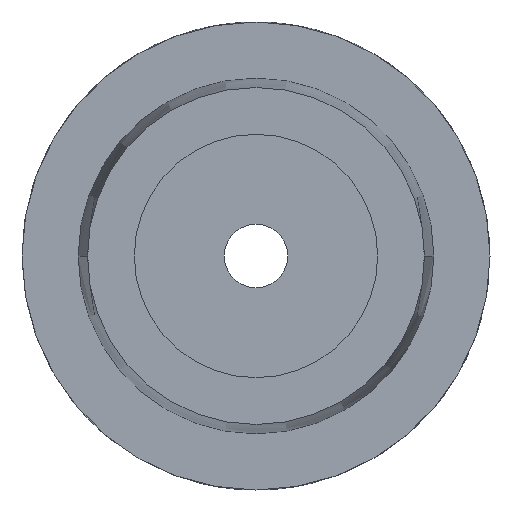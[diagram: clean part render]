
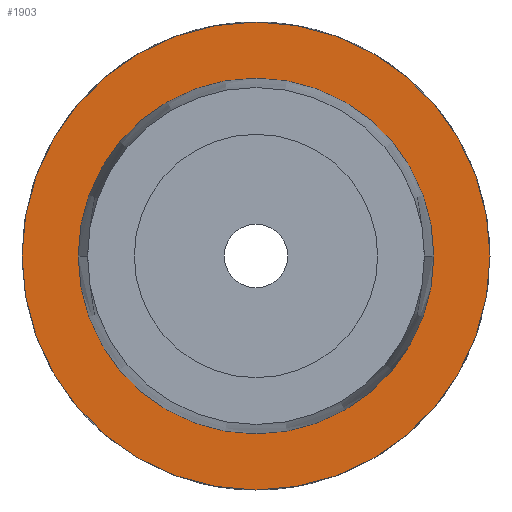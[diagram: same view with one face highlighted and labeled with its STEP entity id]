
A CAD part, left-side view. The second image highlights one B-rep face of the part: STEP entity #1903.
In plain terms, the highlighted planar face has unit normal (-1, 0, 0).
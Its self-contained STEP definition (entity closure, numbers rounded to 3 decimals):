
#425=CARTESIAN_POINT('',(0.,0.,0.));
#426=DIRECTION('',(1.,0.,0.));
#427=DIRECTION('',(0.,1.,0.));
#428=AXIS2_PLACEMENT_3D('',#425,#426,#427);
#447=CARTESIAN_POINT('',(0.,0.,0.));
#448=DIRECTION('',(-1.,0.,0.));
#449=DIRECTION('',(0.,1.,0.));
#450=AXIS2_PLACEMENT_3D('',#447,#448,#449);
#455=CARTESIAN_POINT('',(0.,0.,0.));
#456=DIRECTION('',(1.,0.,0.));
#457=DIRECTION('',(0.,1.,0.));
#458=AXIS2_PLACEMENT_3D('',#455,#456,#457);
#463=CARTESIAN_POINT('',(0.,0.,0.));
#464=DIRECTION('',(-1.,0.,0.));
#465=DIRECTION('',(0.,1.,0.));
#466=AXIS2_PLACEMENT_3D('',#463,#464,#465);
#1294=CARTESIAN_POINT('',(0.,25.,0.));
#1296=VERTEX_POINT('',#1294);
#1297=CARTESIAN_POINT('',(0.,19.005,0.));
#1299=VERTEX_POINT('',#1297);
#1302=CARTESIAN_POINT('',(0.,-25.,0.));
#1304=VERTEX_POINT('',#1302);
#1305=CARTESIAN_POINT('',(0.,-19.005,0.));
#1307=VERTEX_POINT('',#1305);
#1888=CARTESIAN_POINT('',(0.,0.,0.));
#1889=DIRECTION('',(1.,0.,0.));
#1890=DIRECTION('',(0.,-1.,0.));
#1891=AXIS2_PLACEMENT_3D('',#1888,#1889,#1890);
#1892=PLANE('',#1891);
#1894=ORIENTED_EDGE('',*,*,#1893,.T.);
#1896=ORIENTED_EDGE('',*,*,#1895,.F.);
#1897=EDGE_LOOP('',(#1894,#1896));
#1898=FACE_OUTER_BOUND('',#1897,.F.);
#1899=ORIENTED_EDGE('',*,*,#1883,.T.);
#1900=ORIENTED_EDGE('',*,*,#1867,.F.);
#1901=EDGE_LOOP('',(#1899,#1900));
#1902=FACE_BOUND('',#1901,.F.);
#429=CIRCLE('',#428,19.005);
#451=CIRCLE('',#450,19.005);
#459=CIRCLE('',#458,25.);
#467=CIRCLE('',#466,25.);
#1867=EDGE_CURVE('',#1299,#1307,#429,.T.);
#1883=EDGE_CURVE('',#1299,#1307,#451,.T.);
#1893=EDGE_CURVE('',#1296,#1304,#459,.T.);
#1895=EDGE_CURVE('',#1296,#1304,#467,.T.);
#1903=ADVANCED_FACE('',(#1898,#1902),#1892,.F.);
